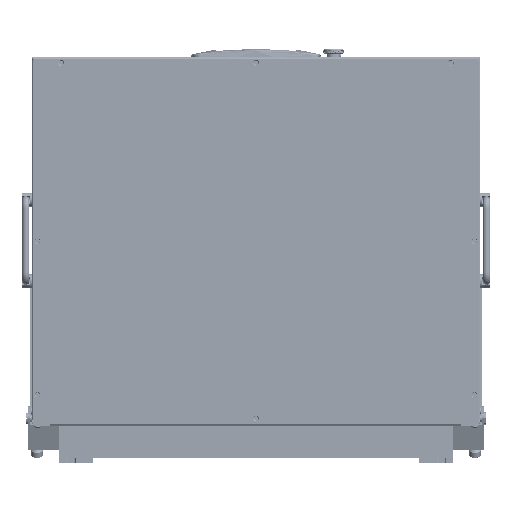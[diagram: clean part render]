
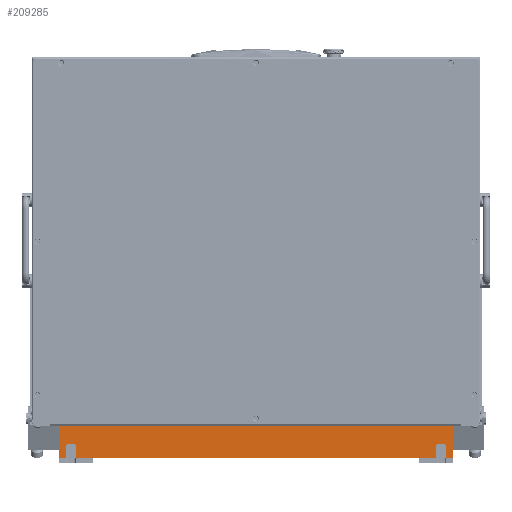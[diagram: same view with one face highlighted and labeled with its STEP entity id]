
A CAD part, front view. The second image highlights one B-rep face of the part: STEP entity #209285.
In plain terms, the highlighted planar face has unit normal (0, -1, 0).
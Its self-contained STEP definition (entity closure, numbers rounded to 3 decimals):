
#4482 = LINE ( 'NONE', #156380, #120882 ) ;
#6773 = VERTEX_POINT ( 'NONE', #193295 ) ;
#8430 = CARTESIAN_POINT ( 'NONE',  ( -230., -4., 2. ) ) ;
#12291 = ORIENTED_EDGE ( 'NONE', *, *, #69795, .T. ) ;
#20567 = EDGE_CURVE ( 'NONE', #26275, #87333, #135144, .T. ) ;
#22246 = ORIENTED_EDGE ( 'NONE', *, *, #20567, .F. ) ;
#25090 = CARTESIAN_POINT ( 'NONE',  ( -242., -4., 20. ) ) ;
#25477 = DIRECTION ( 'NONE',  ( -1., 0., 0. ) ) ;
#26275 = VERTEX_POINT ( 'NONE', #63528 ) ;
#27000 = VERTEX_POINT ( 'NONE', #47894 ) ;
#27853 = DIRECTION ( 'NONE',  ( 0., 1., 0. ) ) ;
#32939 = CARTESIAN_POINT ( 'NONE',  ( 230., -4., 2. ) ) ;
#37495 = DIRECTION ( 'NONE',  ( 1., 0., 0. ) ) ;
#37836 = DIRECTION ( 'NONE',  ( 0., 0., -1. ) ) ;
#39992 = AXIS2_PLACEMENT_3D ( 'NONE', #214401, #27853, #193431 ) ;
#40391 = CARTESIAN_POINT ( 'NONE',  ( -242., -4., 20. ) ) ;
#40536 = VERTEX_POINT ( 'NONE', #191155 ) ;
#43008 = EDGE_CURVE ( 'NONE', #124967, #26275, #4482, .T. ) ;
#43681 = DIRECTION ( 'NONE',  ( 0., 0., 1. ) ) ;
#47818 = LINE ( 'NONE', #32939, #130375 ) ;
#47894 = CARTESIAN_POINT ( 'NONE',  ( -221., -4., 20. ) ) ;
#48483 = EDGE_CURVE ( 'NONE', #56748, #40536, #146647, .T. ) ;
#49745 = AXIS2_PLACEMENT_3D ( 'NONE', #101072, #176309, #233154 ) ;
#52928 = EDGE_CURVE ( 'NONE', #87355, #172152, #85259, .T. ) ;
#56344 = DIRECTION ( 'NONE',  ( 0., 1., 0. ) ) ;
#56748 = VERTEX_POINT ( 'NONE', #163015 ) ;
#57338 = ORIENTED_EDGE ( 'NONE', *, *, #139674, .T. ) ;
#58015 = CARTESIAN_POINT ( 'NONE',  ( -242., -4., 20. ) ) ;
#58429 = CARTESIAN_POINT ( 'NONE',  ( 233., -4., 20. ) ) ;
#59517 = ORIENTED_EDGE ( 'NONE', *, *, #194021, .T. ) ;
#60357 = VECTOR ( 'NONE', #185288, 1000. ) ;
#61487 = PLANE ( 'NONE',  #174073 ) ;
#62237 = CARTESIAN_POINT ( 'NONE',  ( -242., -4., 20. ) ) ;
#63528 = CARTESIAN_POINT ( 'NONE',  ( -242., -4., -20. ) ) ;
#64339 = EDGE_CURVE ( 'NONE', #229792, #116462, #211078, .T. ) ;
#65186 = VECTOR ( 'NONE', #171588, 1000. ) ;
#66372 = VECTOR ( 'NONE', #43681, 1000. ) ;
#69795 = EDGE_CURVE ( 'NONE', #40536, #6773, #239675, .T. ) ;
#73902 = EDGE_CURVE ( 'NONE', #203529, #229792, #131741, .T. ) ;
#76348 = VERTEX_POINT ( 'NONE', #167284 ) ;
#76584 = AXIS2_PLACEMENT_3D ( 'NONE', #213563, #161537, #236954 ) ;
#76588 = LINE ( 'NONE', #58015, #65186 ) ;
#78595 = CARTESIAN_POINT ( 'NONE',  ( 242., -4., -20. ) ) ;
#82598 = DIRECTION ( 'NONE',  ( -1., 0., 0. ) ) ;
#85259 = CIRCLE ( 'NONE', #49745, 3. ) ;
#87333 = VERTEX_POINT ( 'NONE', #40391 ) ;
#87355 = VERTEX_POINT ( 'NONE', #103302 ) ;
#89411 = AXIS2_PLACEMENT_3D ( 'NONE', #126866, #56344, #37836 ) ;
#91338 = VECTOR ( 'NONE', #241552, 1000. ) ;
#93086 = LINE ( 'NONE', #58429, #157150 ) ;
#97212 = EDGE_CURVE ( 'NONE', #135256, #124967, #223773, .T. ) ;
#97363 = DIRECTION ( 'NONE',  ( 0., -1., 0. ) ) ;
#100677 = VECTOR ( 'NONE', #155781, 1000. ) ;
#101072 = CARTESIAN_POINT ( 'NONE',  ( 230., -4., 5. ) ) ;
#103302 = CARTESIAN_POINT ( 'NONE',  ( 233., -4., 5. ) ) ;
#115838 = EDGE_LOOP ( 'NONE', ( #57338, #191709, #22246, #212348, #217022, #193267, #237988, #188687, #59517, #160670, #12291, #156554, #229305, #142200, #151939, #133712 ) ) ;
#116399 = LINE ( 'NONE', #132413, #100677 ) ;
#116462 = VERTEX_POINT ( 'NONE', #126651 ) ;
#117104 = CIRCLE ( 'NONE', #89411, 3. ) ;
#119409 = EDGE_CURVE ( 'NONE', #87333, #76348, #216481, .T. ) ;
#120882 = VECTOR ( 'NONE', #25477, 1000. ) ;
#121644 = CARTESIAN_POINT ( 'NONE',  ( 242., -4., -20. ) ) ;
#124967 = VERTEX_POINT ( 'NONE', #78595 ) ;
#126495 = CARTESIAN_POINT ( 'NONE',  ( -221., -4., 5. ) ) ;
#126651 = CARTESIAN_POINT ( 'NONE',  ( -230., -4., 2. ) ) ;
#126866 = CARTESIAN_POINT ( 'NONE',  ( -230., -4., 5. ) ) ;
#130374 = EDGE_CURVE ( 'NONE', #27000, #203529, #116399, .T. ) ;
#130375 = VECTOR ( 'NONE', #221888, 1000. ) ;
#130628 = VECTOR ( 'NONE', #82598, 1000. ) ;
#131379 = LINE ( 'NONE', #206672, #172659 ) ;
#131741 = CIRCLE ( 'NONE', #76584, 3. ) ;
#132352 = CARTESIAN_POINT ( 'NONE',  ( 242., -4., 20. ) ) ;
#132413 = CARTESIAN_POINT ( 'NONE',  ( -221., -4., 20. ) ) ;
#133712 = ORIENTED_EDGE ( 'NONE', *, *, #201009, .T. ) ;
#135004 = CARTESIAN_POINT ( 'NONE',  ( 233., -4., 20. ) ) ;
#135144 = LINE ( 'NONE', #62237, #66372 ) ;
#135256 = VERTEX_POINT ( 'NONE', #221312 ) ;
#135603 = DIRECTION ( 'NONE',  ( 0., 0., -1. ) ) ;
#138660 = CARTESIAN_POINT ( 'NONE',  ( -233., -4., 5. ) ) ;
#139674 = EDGE_CURVE ( 'NONE', #164922, #76348, #147750, .T. ) ;
#142200 = ORIENTED_EDGE ( 'NONE', *, *, #73902, .T. ) ;
#145695 = CARTESIAN_POINT ( 'NONE',  ( 230., -4., 2. ) ) ;
#146647 = CIRCLE ( 'NONE', #39992, 3. ) ;
#147750 = LINE ( 'NONE', #167422, #91338 ) ;
#151939 = ORIENTED_EDGE ( 'NONE', *, *, #64339, .T. ) ;
#152875 = VECTOR ( 'NONE', #215286, 1000. ) ;
#155781 = DIRECTION ( 'NONE',  ( 0., 0., -1. ) ) ;
#156380 = CARTESIAN_POINT ( 'NONE',  ( -242., -4., -20. ) ) ;
#156554 = ORIENTED_EDGE ( 'NONE', *, *, #232234, .F. ) ;
#157150 = VECTOR ( 'NONE', #188109, 1000. ) ;
#160670 = ORIENTED_EDGE ( 'NONE', *, *, #48483, .T. ) ;
#161537 = DIRECTION ( 'NONE',  ( 0., 1., 0. ) ) ;
#163015 = CARTESIAN_POINT ( 'NONE',  ( 224., -4., 2. ) ) ;
#164922 = VERTEX_POINT ( 'NONE', #138660 ) ;
#167284 = CARTESIAN_POINT ( 'NONE',  ( -233., -4., 20. ) ) ;
#167422 = CARTESIAN_POINT ( 'NONE',  ( -233., -4., 20. ) ) ;
#171588 = DIRECTION ( 'NONE',  ( 1., 0., 0. ) ) ;
#172152 = VERTEX_POINT ( 'NONE', #145695 ) ;
#172659 = VECTOR ( 'NONE', #37495, 1000. ) ;
#174073 = AXIS2_PLACEMENT_3D ( 'NONE', #121644, #97363, #135603 ) ;
#176309 = DIRECTION ( 'NONE',  ( 0., 1., 0. ) ) ;
#182985 = CARTESIAN_POINT ( 'NONE',  ( -224., -4., 2. ) ) ;
#185288 = DIRECTION ( 'NONE',  ( 0., 0., 1. ) ) ;
#188109 = DIRECTION ( 'NONE',  ( 0., 0., -1. ) ) ;
#188687 = ORIENTED_EDGE ( 'NONE', *, *, #52928, .T. ) ;
#188930 = CARTESIAN_POINT ( 'NONE',  ( 221., -4., 20. ) ) ;
#191155 = CARTESIAN_POINT ( 'NONE',  ( 221., -4., 5. ) ) ;
#191709 = ORIENTED_EDGE ( 'NONE', *, *, #119409, .F. ) ;
#193267 = ORIENTED_EDGE ( 'NONE', *, *, #203058, .F. ) ;
#193295 = CARTESIAN_POINT ( 'NONE',  ( 221., -4., 20. ) ) ;
#193431 = DIRECTION ( 'NONE',  ( 0., 0., 1. ) ) ;
#194021 = EDGE_CURVE ( 'NONE', #172152, #56748, #47818, .T. ) ;
#195437 = VERTEX_POINT ( 'NONE', #135004 ) ;
#201009 = EDGE_CURVE ( 'NONE', #116462, #164922, #117104, .T. ) ;
#203058 = EDGE_CURVE ( 'NONE', #195437, #135256, #131379, .T. ) ;
#203529 = VERTEX_POINT ( 'NONE', #126495 ) ;
#203649 = EDGE_CURVE ( 'NONE', #195437, #87355, #93086, .T. ) ;
#206672 = CARTESIAN_POINT ( 'NONE',  ( -242., -4., 20. ) ) ;
#207664 = DIRECTION ( 'NONE',  ( 0., 0., -1. ) ) ;
#208456 = FACE_OUTER_BOUND ( 'NONE', #115838, .T. ) ;
#209285 = ADVANCED_FACE ( 'NONE', ( #208456 ), #61487, .T. ) ;
#211078 = LINE ( 'NONE', #8430, #130628 ) ;
#212348 = ORIENTED_EDGE ( 'NONE', *, *, #43008, .F. ) ;
#213563 = CARTESIAN_POINT ( 'NONE',  ( -224., -4., 5. ) ) ;
#214401 = CARTESIAN_POINT ( 'NONE',  ( 224., -4., 5. ) ) ;
#215286 = DIRECTION ( 'NONE',  ( 1., 0., 0. ) ) ;
#216481 = LINE ( 'NONE', #25090, #152875 ) ;
#217022 = ORIENTED_EDGE ( 'NONE', *, *, #97212, .F. ) ;
#221312 = CARTESIAN_POINT ( 'NONE',  ( 242., -4., 20. ) ) ;
#221888 = DIRECTION ( 'NONE',  ( -1., 0., 0. ) ) ;
#223773 = LINE ( 'NONE', #132352, #226356 ) ;
#226356 = VECTOR ( 'NONE', #207664, 1000. ) ;
#229305 = ORIENTED_EDGE ( 'NONE', *, *, #130374, .T. ) ;
#229792 = VERTEX_POINT ( 'NONE', #182985 ) ;
#232234 = EDGE_CURVE ( 'NONE', #27000, #6773, #76588, .T. ) ;
#233154 = DIRECTION ( 'NONE',  ( 0., 0., 1. ) ) ;
#236954 = DIRECTION ( 'NONE',  ( 0., 0., -1. ) ) ;
#237988 = ORIENTED_EDGE ( 'NONE', *, *, #203649, .T. ) ;
#239675 = LINE ( 'NONE', #188930, #60357 ) ;
#241552 = DIRECTION ( 'NONE',  ( 0., 0., 1. ) ) ;
